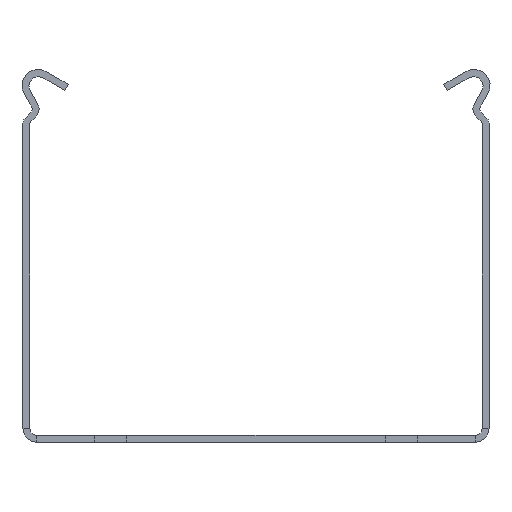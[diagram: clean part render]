
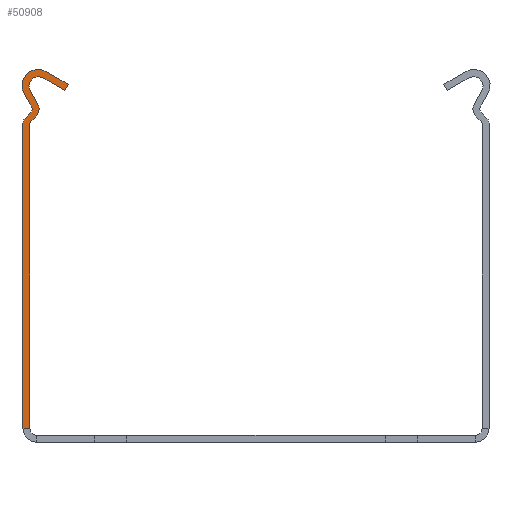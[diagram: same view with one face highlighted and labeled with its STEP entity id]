
A CAD part, front view. The second image highlights one B-rep face of the part: STEP entity #50908.
In plain terms, the highlighted planar face has unit normal (0, -1, 0).
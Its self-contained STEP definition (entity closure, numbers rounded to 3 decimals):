
#2361=PLANE('',#55784);
#4796=FACE_OUTER_BOUND('',#7882,.T.);
#7882=EDGE_LOOP('',(#45229,#45230,#45231,#45232,#45233,#45234,#45235,#45236,
#45237,#45238,#45239,#45240,#45241,#45242,#45243,#45244));
#8781=LINE('',#71936,#13649);
#9660=LINE('',#75156,#14528);
#13182=LINE('',#84796,#18050);
#13186=LINE('',#84808,#18054);
#13190=LINE('',#84820,#18058);
#13193=LINE('',#84826,#18061);
#13196=LINE('',#84832,#18064);
#13200=LINE('',#84844,#18068);
#13204=LINE('',#84856,#18072);
#13234=LINE('',#84945,#18102);
#13649=VECTOR('',#56979,10.);
#14528=VECTOR('',#59580,10.);
#18050=VECTOR('',#70192,10.);
#18054=VECTOR('',#70204,10.);
#18058=VECTOR('',#70216,10.);
#18061=VECTOR('',#70221,10.);
#18064=VECTOR('',#70226,10.);
#18068=VECTOR('',#70238,10.);
#18072=VECTOR('',#70250,10.);
#18102=VECTOR('',#70344,10.);
#20509=CIRCLE('',#55732,0.6);
#20511=CIRCLE('',#55736,2.);
#20513=CIRCLE('',#55740,2.);
#20515=CIRCLE('',#55746,3.5);
#20517=CIRCLE('',#55750,1.);
#20519=CIRCLE('',#55754,1.6);
#21287=VERTEX_POINT('',#71929);
#21290=VERTEX_POINT('',#71934);
#22769=VERTEX_POINT('',#75153);
#22770=VERTEX_POINT('',#75155);
#25341=VERTEX_POINT('',#84789);
#25343=VERTEX_POINT('',#84795);
#25345=VERTEX_POINT('',#84801);
#25347=VERTEX_POINT('',#84807);
#25349=VERTEX_POINT('',#84813);
#25351=VERTEX_POINT('',#84819);
#25353=VERTEX_POINT('',#84825);
#25355=VERTEX_POINT('',#84831);
#25357=VERTEX_POINT('',#84837);
#25359=VERTEX_POINT('',#84843);
#25361=VERTEX_POINT('',#84849);
#25363=VERTEX_POINT('',#84855);
#26163=EDGE_CURVE('',#21287,#21290,#8781,.T.);
#27776=EDGE_CURVE('',#22770,#22769,#9660,.T.);
#32589=EDGE_CURVE('',#21290,#25341,#20509,.T.);
#32592=EDGE_CURVE('',#25341,#25343,#13182,.T.);
#32595=EDGE_CURVE('',#25343,#25345,#20511,.T.);
#32598=EDGE_CURVE('',#25345,#25347,#13186,.T.);
#32601=EDGE_CURVE('',#25347,#25349,#20513,.T.);
#32604=EDGE_CURVE('',#25349,#25351,#13190,.T.);
#32607=EDGE_CURVE('',#25351,#25353,#13193,.T.);
#32610=EDGE_CURVE('',#25353,#25355,#13196,.T.);
#32613=EDGE_CURVE('',#25355,#25357,#20515,.T.);
#32616=EDGE_CURVE('',#25357,#25359,#13200,.T.);
#32619=EDGE_CURVE('',#25359,#25361,#20517,.T.);
#32622=EDGE_CURVE('',#25361,#25363,#13204,.T.);
#32625=EDGE_CURVE('',#25363,#22770,#20519,.T.);
#32668=EDGE_CURVE('',#22769,#21287,#13234,.T.);
#45229=ORIENTED_EDGE('',*,*,#32668,.T.);
#45230=ORIENTED_EDGE('',*,*,#26163,.T.);
#45231=ORIENTED_EDGE('',*,*,#32589,.T.);
#45232=ORIENTED_EDGE('',*,*,#32592,.T.);
#45233=ORIENTED_EDGE('',*,*,#32595,.T.);
#45234=ORIENTED_EDGE('',*,*,#32598,.T.);
#45235=ORIENTED_EDGE('',*,*,#32601,.T.);
#45236=ORIENTED_EDGE('',*,*,#32604,.T.);
#45237=ORIENTED_EDGE('',*,*,#32607,.T.);
#45238=ORIENTED_EDGE('',*,*,#32610,.T.);
#45239=ORIENTED_EDGE('',*,*,#32613,.T.);
#45240=ORIENTED_EDGE('',*,*,#32616,.T.);
#45241=ORIENTED_EDGE('',*,*,#32619,.T.);
#45242=ORIENTED_EDGE('',*,*,#32622,.T.);
#45243=ORIENTED_EDGE('',*,*,#32625,.T.);
#45244=ORIENTED_EDGE('',*,*,#27776,.T.);
#50908=ADVANCED_FACE('',(#4796),#2361,.T.);
#55732=AXIS2_PLACEMENT_3D('',#84790,#70185,#70186);
#55736=AXIS2_PLACEMENT_3D('',#84802,#70197,#70198);
#55740=AXIS2_PLACEMENT_3D('',#84814,#70209,#70210);
#55746=AXIS2_PLACEMENT_3D('',#84838,#70231,#70232);
#55750=AXIS2_PLACEMENT_3D('',#84850,#70243,#70244);
#55754=AXIS2_PLACEMENT_3D('',#84861,#70255,#70256);
#55784=AXIS2_PLACEMENT_3D('',#84944,#70342,#70343);
#56979=DIRECTION('',(0.,0.,1.));
#59580=DIRECTION('',(0.,0.,-1.));
#70185=DIRECTION('center_axis',(0.,1.,0.));
#70186=DIRECTION('ref_axis',(0.707,0.,-0.707));
#70192=DIRECTION('',(0.707,0.,0.707));
#70197=DIRECTION('center_axis',(0.,-1.,0.));
#70198=DIRECTION('ref_axis',(0.707,0.,-0.707));
#70204=DIRECTION('',(-0.483,0.,0.875));
#70209=DIRECTION('center_axis',(0.,1.,0.));
#70210=DIRECTION('ref_axis',(-0.5,0.,-0.866));
#70216=DIRECTION('',(0.866,0.,-0.5));
#70221=DIRECTION('',(0.5,0.,0.866));
#70226=DIRECTION('',(-0.866,0.,0.5));
#70231=DIRECTION('center_axis',(0.,-1.,0.));
#70232=DIRECTION('ref_axis',(0.5,0.,0.866));
#70238=DIRECTION('',(0.5,0.,-0.866));
#70243=DIRECTION('center_axis',(0.,1.,0.));
#70244=DIRECTION('ref_axis',(-0.707,0.,0.707));
#70250=DIRECTION('',(-0.707,0.,-0.707));
#70255=DIRECTION('center_axis',(0.,-1.,0.));
#70256=DIRECTION('ref_axis',(-0.707,0.,0.707));
#70342=DIRECTION('center_axis',(0.,-1.,0.));
#70343=DIRECTION('ref_axis',(-1.,0.,0.));
#70344=DIRECTION('',(1.,0.,0.));
#71929=CARTESIAN_POINT('',(-48.5,-1500.,3.));
#71934=CARTESIAN_POINT('',(-48.5,-1500.,68.387));
#71936=CARTESIAN_POINT('',(-48.5,-1500.,-0.393));
#75153=CARTESIAN_POINT('',(-50.,-1500.,3.));
#75155=CARTESIAN_POINT('',(-50.,-1500.,68.387));
#75156=CARTESIAN_POINT('',(-50.,-1500.,-0.393));
#84789=CARTESIAN_POINT('',(-48.324,-1500.,68.811));
#84790=CARTESIAN_POINT('Origin',(-47.9,-1500.,68.387));
#84795=CARTESIAN_POINT('',(-47.099,-1500.,70.036));
#84796=CARTESIAN_POINT('',(-48.324,-1500.,68.811));
#84801=CARTESIAN_POINT('',(-46.781,-1500.,72.451));
#84802=CARTESIAN_POINT('Origin',(-48.513,-1500.,71.451));
#84807=CARTESIAN_POINT('',(-48.465,-1500.,75.5));
#84808=CARTESIAN_POINT('',(-46.781,-1500.,72.451));
#84813=CARTESIAN_POINT('',(-45.733,-1500.,78.232));
#84814=CARTESIAN_POINT('Origin',(-46.733,-1500.,76.5));
#84819=CARTESIAN_POINT('',(-41.027,-1500.,75.516));
#84820=CARTESIAN_POINT('',(-45.733,-1500.,78.232));
#84825=CARTESIAN_POINT('',(-40.277,-1500.,76.815));
#84826=CARTESIAN_POINT('',(-41.027,-1500.,75.516));
#84831=CARTESIAN_POINT('',(-44.983,-1500.,79.531));
#84832=CARTESIAN_POINT('',(-40.277,-1500.,76.815));
#84837=CARTESIAN_POINT('',(-49.764,-1500.,74.75));
#84838=CARTESIAN_POINT('Origin',(-46.733,-1500.,76.5));
#84843=CARTESIAN_POINT('',(-48.147,-1500.,71.951));
#84844=CARTESIAN_POINT('',(-49.764,-1500.,74.75));
#84849=CARTESIAN_POINT('',(-48.306,-1500.,70.744));
#84850=CARTESIAN_POINT('Origin',(-49.013,-1500.,71.451));
#84855=CARTESIAN_POINT('',(-49.531,-1500.,69.518));
#84856=CARTESIAN_POINT('',(-48.306,-1500.,70.744));
#84861=CARTESIAN_POINT('Origin',(-48.4,-1500.,68.387));
#84944=CARTESIAN_POINT('Origin',(-48.5,-1500.,3.));
#84945=CARTESIAN_POINT('',(-48.83,-1500.,3.));
